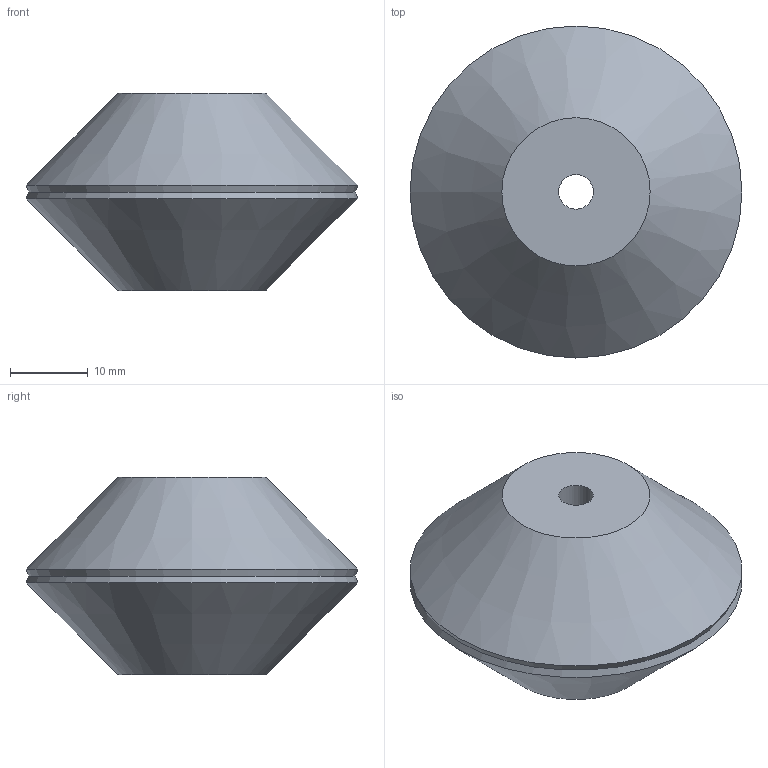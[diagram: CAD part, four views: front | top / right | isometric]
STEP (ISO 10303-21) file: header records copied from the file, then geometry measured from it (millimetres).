
FILE_DESCRIPTION(/* description */ ('','CAx-IF Rec.Pracs.---Representation and Presentation of Product Manufacturing Information (PMI)---4.0---2014-10-13'),/* implementation_level */ '2;1');
FILE_NAME(/* name */ '1.25-in Bulkhead Hole Seal v4.step',/* time_stamp */ '2025-03-07T01:03:04-08:00',/* author */ (''),/* organization */ (''),/* preprocessor_version */ 'ST-DEVELOPER v20',/* originating_system */ 'Autodesk Translation Framework v13.20.0.188',/* authorisation */ '');
FILE_SCHEMA (('AP242_MANAGED_MODEL_BASED_3D_ENGINEERING_MIM_LF { 1 0 10303 442 1 1 4 }'));
Length unit declared in the file: inch
Products named in the file (2): 1.25-in Bulkhead Hole Seal; Component1
Assembly tree (1 placements, depth 2):
  1.25-in Bulkhead Hole Seal
    Component1
Bounding box: 42.65 x 42.65 x 25.4 mm (x, y, z)
Volume: 16565.8 mm3; surface area: 7907.2 mm2
Topology: 2 solids, 2 shells, 15 faces, 26 edges, 16 vertices
Faces by surface type: cone 7, plane 5, cylinder 3
Full cylindrical faces by diameter (mm): 4.445 x1, 31.75 x1, 32.25 x1
Entity records: 428 total; most frequent: DIRECTION 78, CARTESIAN_POINT 60, ORIENTED_EDGE 52, AXIS2_PLACEMENT_3D 34, EDGE_CURVE 26, EDGE_LOOP 20, CIRCLE 16, VERTEX_POINT 16
